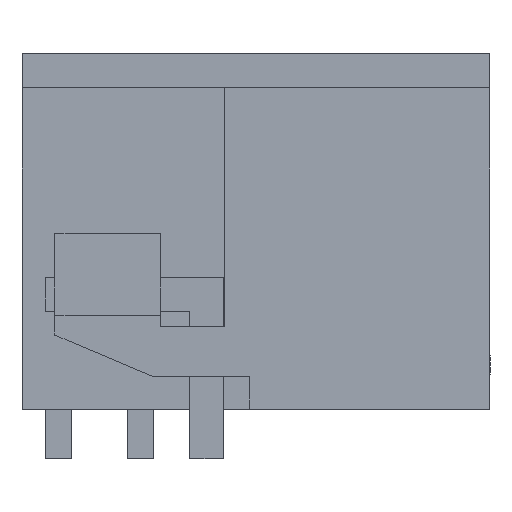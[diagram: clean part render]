
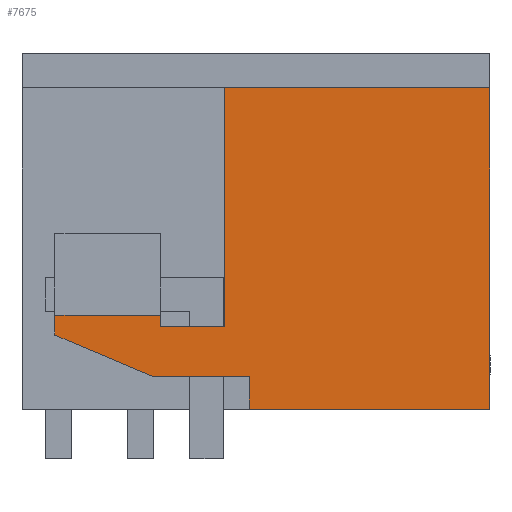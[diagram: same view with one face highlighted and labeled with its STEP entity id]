
A CAD part, left-side view. The second image highlights one B-rep face of the part: STEP entity #7675.
In plain terms, the highlighted planar face has unit normal (-1, 0, 0).
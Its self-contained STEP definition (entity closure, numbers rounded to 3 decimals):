
#7613=AXIS2_PLACEMENT_3D('Plane Axis2P3D',#7610,#7611,#7612) ;
#4478=CARTESIAN_POINT('Vertex',(0.,0.,11.25)) ;
#4481=CARTESIAN_POINT('Line Origine',(0.,0.,6.375)) ;
#4485=CARTESIAN_POINT('Vertex',(0.,0.,1.5)) ;
#7118=CARTESIAN_POINT('Line Origine',(0.,3.65,1.5)) ;
#7122=CARTESIAN_POINT('Vertex',(0.,7.3,1.5)) ;
#7263=CARTESIAN_POINT('Vertex',(0.,8.05,11.25)) ;
#7266=CARTESIAN_POINT('Line Origine',(0.,4.025,11.25)) ;
#7595=CARTESIAN_POINT('Vertex',(0.,7.3,2.497)) ;
#7598=CARTESIAN_POINT('Line Origine',(0.,7.3,1.998)) ;
#7610=CARTESIAN_POINT('Axis2P3D Location',(0.,0.,11.25)) ;
#7615=CARTESIAN_POINT('Line Origine',(0.,8.05,7.625)) ;
#7619=CARTESIAN_POINT('Vertex',(0.,8.05,4.)) ;
#7622=CARTESIAN_POINT('Line Origine',(0.,9.025,4.)) ;
#7626=CARTESIAN_POINT('Vertex',(0.,10.,4.)) ;
#7629=CARTESIAN_POINT('Line Origine',(0.,10.,4.175)) ;
#7633=CARTESIAN_POINT('Vertex',(0.,10.,4.35)) ;
#7636=CARTESIAN_POINT('Line Origine',(0.,11.6,4.35)) ;
#7640=CARTESIAN_POINT('Vertex',(0.,13.2,4.35)) ;
#7643=CARTESIAN_POINT('Line Origine',(0.,13.2,4.05)) ;
#7647=CARTESIAN_POINT('Vertex',(0.,13.2,3.75)) ;
#7650=CARTESIAN_POINT('Line Origine',(0.,11.721,3.123)) ;
#7654=CARTESIAN_POINT('Vertex',(0.,10.242,2.497)) ;
#7657=CARTESIAN_POINT('Line Origine',(0.,8.771,2.497)) ;
#4482=DIRECTION('Vector Direction',(0.,0.,-1.)) ;
#7119=DIRECTION('Vector Direction',(0.,1.,0.)) ;
#7267=DIRECTION('Vector Direction',(0.,1.,0.)) ;
#7599=DIRECTION('Vector Direction',(0.,0.,-1.)) ;
#7611=DIRECTION('Axis2P3D Direction',(1.,0.,0.)) ;
#7612=DIRECTION('Axis2P3D XDirection',(0.,0.,-1.)) ;
#7616=DIRECTION('Vector Direction',(0.,0.,1.)) ;
#7623=DIRECTION('Vector Direction',(0.,-1.,0.)) ;
#7630=DIRECTION('Vector Direction',(0.,0.,1.)) ;
#7637=DIRECTION('Vector Direction',(0.,1.,0.)) ;
#7644=DIRECTION('Vector Direction',(0.,0.,-1.)) ;
#7651=DIRECTION('Vector Direction',(0.,0.921,0.39)) ;
#7658=DIRECTION('Vector Direction',(0.,-1.,0.)) ;
#4483=VECTOR('Line Direction',#4482,1.) ;
#7120=VECTOR('Line Direction',#7119,1.) ;
#7268=VECTOR('Line Direction',#7267,1.) ;
#7600=VECTOR('Line Direction',#7599,1.) ;
#7617=VECTOR('Line Direction',#7616,1.) ;
#7624=VECTOR('Line Direction',#7623,1.) ;
#7631=VECTOR('Line Direction',#7630,1.) ;
#7638=VECTOR('Line Direction',#7637,1.) ;
#7645=VECTOR('Line Direction',#7644,1.) ;
#7652=VECTOR('Line Direction',#7651,1.) ;
#7659=VECTOR('Line Direction',#7658,1.) ;
#7663=ORIENTED_EDGE('',*,*,#7621,.F.) ;
#7664=ORIENTED_EDGE('',*,*,#7628,.F.) ;
#7665=ORIENTED_EDGE('',*,*,#7635,.F.) ;
#7666=ORIENTED_EDGE('',*,*,#7642,.F.) ;
#7667=ORIENTED_EDGE('',*,*,#7649,.F.) ;
#7668=ORIENTED_EDGE('',*,*,#7656,.F.) ;
#7669=ORIENTED_EDGE('',*,*,#7661,.F.) ;
#7670=ORIENTED_EDGE('',*,*,#7602,.F.) ;
#7671=ORIENTED_EDGE('',*,*,#7124,.F.) ;
#7672=ORIENTED_EDGE('',*,*,#4487,.F.) ;
#7673=ORIENTED_EDGE('',*,*,#7270,.T.) ;
#7675=ADVANCED_FACE('HOUSING',(#7674),#7614,.F.) ;
#4487=EDGE_CURVE('',#4479,#4486,#4484,.T.) ;
#7124=EDGE_CURVE('',#4486,#7123,#7121,.T.) ;
#7270=EDGE_CURVE('',#4479,#7264,#7269,.T.) ;
#7602=EDGE_CURVE('',#7123,#7596,#7601,.F.) ;
#7621=EDGE_CURVE('',#7620,#7264,#7618,.T.) ;
#7628=EDGE_CURVE('',#7627,#7620,#7625,.T.) ;
#7635=EDGE_CURVE('',#7634,#7627,#7632,.F.) ;
#7642=EDGE_CURVE('',#7641,#7634,#7639,.F.) ;
#7649=EDGE_CURVE('',#7648,#7641,#7646,.F.) ;
#7656=EDGE_CURVE('',#7655,#7648,#7653,.T.) ;
#7661=EDGE_CURVE('',#7596,#7655,#7660,.F.) ;
#7662=EDGE_LOOP('',(#7663,#7664,#7665,#7666,#7667,#7668,#7669,#7670,#7671,#7672,#7673)) ;
#7674=FACE_OUTER_BOUND('',#7662,.T.) ;
#4484=LINE('Line',#4481,#4483) ;
#7121=LINE('Line',#7118,#7120) ;
#7269=LINE('Line',#7266,#7268) ;
#7601=LINE('Line',#7598,#7600) ;
#7618=LINE('Line',#7615,#7617) ;
#7625=LINE('Line',#7622,#7624) ;
#7632=LINE('Line',#7629,#7631) ;
#7639=LINE('Line',#7636,#7638) ;
#7646=LINE('Line',#7643,#7645) ;
#7653=LINE('Line',#7650,#7652) ;
#7660=LINE('Line',#7657,#7659) ;
#7614=PLANE('',#7613) ;
#4479=VERTEX_POINT('',#4478) ;
#4486=VERTEX_POINT('',#4485) ;
#7123=VERTEX_POINT('',#7122) ;
#7264=VERTEX_POINT('',#7263) ;
#7596=VERTEX_POINT('',#7595) ;
#7620=VERTEX_POINT('',#7619) ;
#7627=VERTEX_POINT('',#7626) ;
#7634=VERTEX_POINT('',#7633) ;
#7641=VERTEX_POINT('',#7640) ;
#7648=VERTEX_POINT('',#7647) ;
#7655=VERTEX_POINT('',#7654) ;
